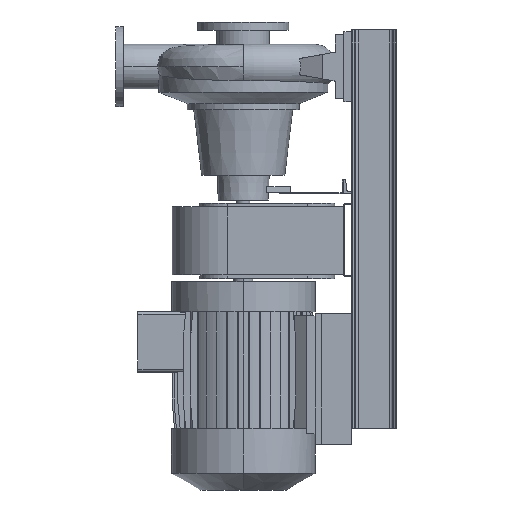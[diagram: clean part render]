
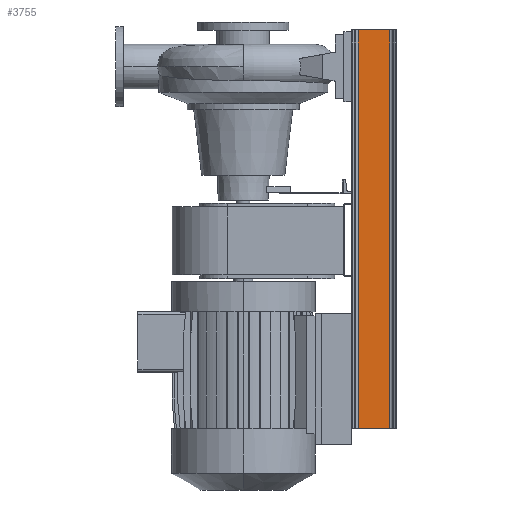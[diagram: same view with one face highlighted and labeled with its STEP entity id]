
A CAD part, left-side view. The second image highlights one B-rep face of the part: STEP entity #3755.
In plain terms, the highlighted face is planar.
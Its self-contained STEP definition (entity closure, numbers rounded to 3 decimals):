
#242 = LINE ( 'NONE', #6086, #6914 ) ;
#554 = CARTESIAN_POINT ( 'NONE',  ( 625., 21.078, -187. ) ) ;
#665 = ORIENTED_EDGE ( 'NONE', *, *, #15492, .F. ) ;
#1274 = VERTEX_POINT ( 'NONE', #4367 ) ;
#2080 = VERTEX_POINT ( 'NONE', #2439 ) ;
#2439 = CARTESIAN_POINT ( 'NONE',  ( -625., 118.922, -187. ) ) ;
#2742 = DIRECTION ( 'NONE',  ( -1., 0., 0. ) ) ;
#3755 = ADVANCED_FACE ( 'NONE', ( #6996 ), #10721, .F. ) ;
#4367 = CARTESIAN_POINT ( 'NONE',  ( -625., 21.078, -187. ) ) ;
#4627 = ORIENTED_EDGE ( 'NONE', *, *, #6017, .T. ) ;
#5003 = CARTESIAN_POINT ( 'NONE',  ( 625., 118.922, -187. ) ) ;
#6017 = EDGE_CURVE ( 'NONE', #1274, #2080, #242, .T. ) ;
#6086 = CARTESIAN_POINT ( 'NONE',  ( -625., 118.922, -187. ) ) ;
#6914 = VECTOR ( 'NONE', #21000, 1000. ) ;
#6996 = FACE_OUTER_BOUND ( 'NONE', #8807, .T. ) ;
#7292 = ORIENTED_EDGE ( 'NONE', *, *, #11540, .T. ) ;
#7351 = EDGE_CURVE ( 'NONE', #17911, #18859, #17271, .T. ) ;
#8743 = CARTESIAN_POINT ( 'NONE',  ( 625., 21.078, -187. ) ) ;
#8807 = EDGE_LOOP ( 'NONE', ( #4627, #665, #22993, #7292 ) ) ;
#10143 = VECTOR ( 'NONE', #11223, 1000. ) ;
#10721 = PLANE ( 'NONE',  #17932 ) ;
#11223 = DIRECTION ( 'NONE',  ( 0., 1., 0. ) ) ;
#11540 = EDGE_CURVE ( 'NONE', #17911, #1274, #15438, .T. ) ;
#15438 = LINE ( 'NONE', #554, #18968 ) ;
#15492 = EDGE_CURVE ( 'NONE', #18859, #2080, #19768, .T. ) ;
#16052 = DIRECTION ( 'NONE',  ( 0., 0., 1. ) ) ;
#17271 = LINE ( 'NONE', #21492, #10143 ) ;
#17663 = CARTESIAN_POINT ( 'NONE',  ( 625., 118.922, -187. ) ) ;
#17694 = DIRECTION ( 'NONE',  ( -1., 0., 0. ) ) ;
#17911 = VERTEX_POINT ( 'NONE', #8743 ) ;
#17932 = AXIS2_PLACEMENT_3D ( 'NONE', #5003, #16052, #22027 ) ;
#18859 = VERTEX_POINT ( 'NONE', #20006 ) ;
#18968 = VECTOR ( 'NONE', #17694, 1000. ) ;
#19768 = LINE ( 'NONE', #17663, #21422 ) ;
#20006 = CARTESIAN_POINT ( 'NONE',  ( 625., 118.922, -187. ) ) ;
#21000 = DIRECTION ( 'NONE',  ( 0., 1., 0. ) ) ;
#21422 = VECTOR ( 'NONE', #2742, 1000. ) ;
#21492 = CARTESIAN_POINT ( 'NONE',  ( 625., 118.922, -187. ) ) ;
#22027 = DIRECTION ( 'NONE',  ( 1., 0., 0. ) ) ;
#22993 = ORIENTED_EDGE ( 'NONE', *, *, #7351, .F. ) ;
